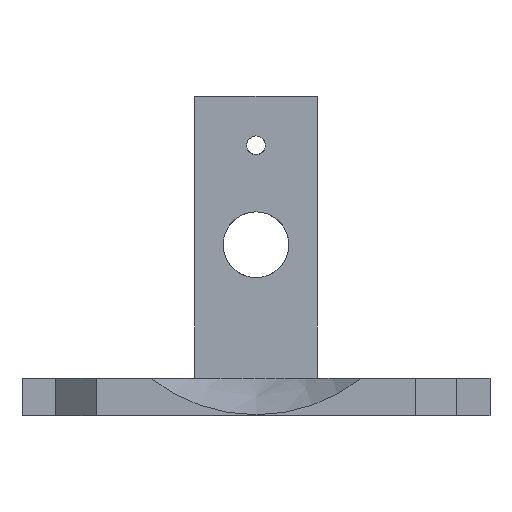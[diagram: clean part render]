
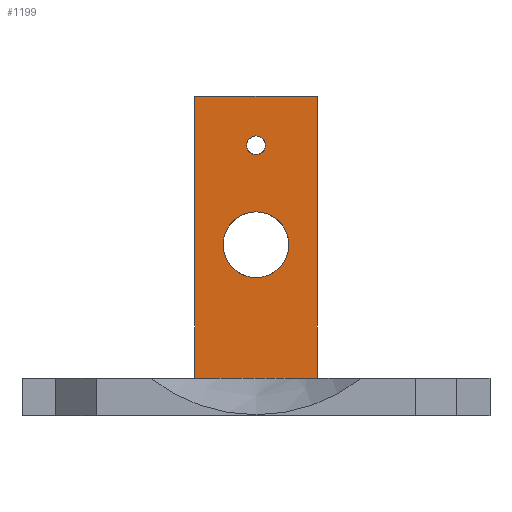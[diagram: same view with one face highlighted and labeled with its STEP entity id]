
A CAD part, front view. The second image highlights one B-rep face of the part: STEP entity #1199.
In plain terms, the highlighted planar face has unit normal (0, -1, 0).
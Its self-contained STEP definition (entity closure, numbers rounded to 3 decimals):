
#30=PLANE('',#1306);
#62=FACE_BOUND('',#174,.T.);
#63=FACE_BOUND('',#175,.T.);
#107=FACE_OUTER_BOUND('',#173,.T.);
#173=EDGE_LOOP('',(#1008,#1009,#1010,#1011));
#174=EDGE_LOOP('',(#1012));
#175=EDGE_LOOP('',(#1013));
#206=CIRCLE('',#1254,1.);
#219=CIRCLE('',#1282,3.5);
#298=LINE('',#2333,#410);
#335=LINE('',#2414,#447);
#336=LINE('',#2417,#448);
#337=LINE('',#2418,#449);
#410=VECTOR('',#1471,10.);
#447=VECTOR('',#1530,10.);
#448=VECTOR('',#1533,10.);
#449=VECTOR('',#1534,10.);
#512=VERTEX_POINT('',#1898);
#527=VERTEX_POINT('',#2184);
#547=VERTEX_POINT('',#2330);
#548=VERTEX_POINT('',#2332);
#578=VERTEX_POINT('',#2412);
#579=VERTEX_POINT('',#2416);
#625=EDGE_CURVE('',#512,#512,#206,.T.);
#667=EDGE_CURVE('',#527,#527,#219,.T.);
#695=EDGE_CURVE('',#547,#548,#298,.T.);
#735=EDGE_CURVE('',#578,#548,#335,.T.);
#736=EDGE_CURVE('',#578,#579,#336,.T.);
#737=EDGE_CURVE('',#579,#547,#337,.T.);
#1008=ORIENTED_EDGE('',*,*,#736,.F.);
#1009=ORIENTED_EDGE('',*,*,#735,.T.);
#1010=ORIENTED_EDGE('',*,*,#695,.F.);
#1011=ORIENTED_EDGE('',*,*,#737,.F.);
#1012=ORIENTED_EDGE('',*,*,#625,.T.);
#1013=ORIENTED_EDGE('',*,*,#667,.T.);
#1199=ADVANCED_FACE('',(#107,#62,#63),#30,.T.);
#1254=AXIS2_PLACEMENT_3D('',#1900,#1368,#1369);
#1282=AXIS2_PLACEMENT_3D('',#2185,#1432,#1433);
#1306=AXIS2_PLACEMENT_3D('',#2415,#1531,#1532);
#1368=DIRECTION('center_axis',(0.,1.,0.));
#1369=DIRECTION('ref_axis',(1.,0.,0.));
#1432=DIRECTION('center_axis',(0.,1.,0.));
#1433=DIRECTION('ref_axis',(1.,0.,0.));
#1471=DIRECTION('',(1.,0.,0.));
#1530=DIRECTION('',(0.,0.,1.));
#1531=DIRECTION('center_axis',(0.,-1.,0.));
#1532=DIRECTION('ref_axis',(1.,0.,0.));
#1533=DIRECTION('',(-1.,0.,0.));
#1534=DIRECTION('',(0.,0.,1.));
#1898=CARTESIAN_POINT('',(-21.93,12.93,37.779));
#1900=CARTESIAN_POINT('Origin',(-20.93,12.93,37.779));
#2184=CARTESIAN_POINT('',(-24.43,12.93,27.2));
#2185=CARTESIAN_POINT('Origin',(-20.93,12.93,27.2));
#2330=CARTESIAN_POINT('',(-27.43,12.93,43.));
#2332=CARTESIAN_POINT('',(-14.43,12.93,43.));
#2333=CARTESIAN_POINT('',(-27.43,12.93,43.));
#2412=CARTESIAN_POINT('',(-14.43,12.93,13.));
#2414=CARTESIAN_POINT('',(-14.43,12.93,13.));
#2415=CARTESIAN_POINT('Origin',(-27.43,12.93,13.));
#2416=CARTESIAN_POINT('',(-27.43,12.93,13.));
#2417=CARTESIAN_POINT('',(-12.644,12.93,13.));
#2418=CARTESIAN_POINT('',(-27.43,12.93,13.));
